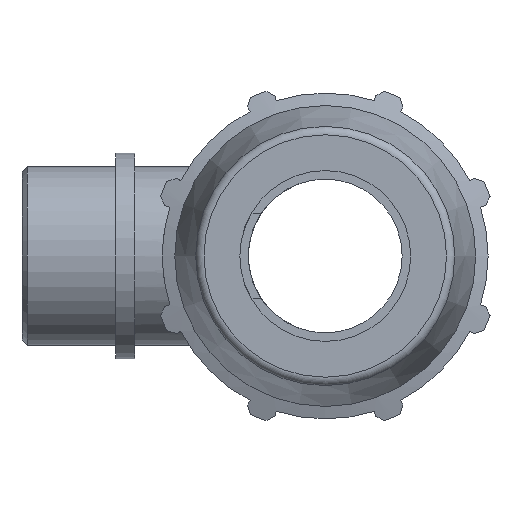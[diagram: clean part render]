
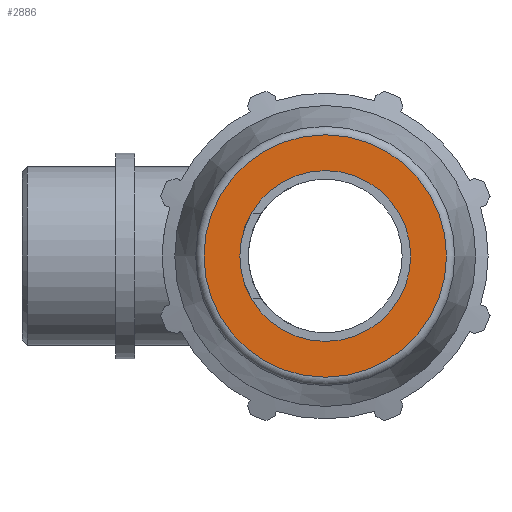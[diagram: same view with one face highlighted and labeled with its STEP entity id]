
A CAD part, left-side view. The second image highlights one B-rep face of the part: STEP entity #2886.
In plain terms, the highlighted planar face has unit normal (-1, 0, 0).
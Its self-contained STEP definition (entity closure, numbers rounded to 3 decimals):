
#57=PLANE('',#3105);
#221=CIRCLE('',#3103,28.38);
#222=CIRCLE('',#3106,20.);
#727=FACE_BOUND('',#1005,.T.);
#829=FACE_OUTER_BOUND('',#1004,.T.);
#1004=EDGE_LOOP('',(#2173));
#1005=EDGE_LOOP('',(#2174));
#1266=VERTEX_POINT('',#4584);
#1267=VERTEX_POINT('',#4588);
#1600=EDGE_CURVE('',#1266,#1266,#221,.T.);
#1601=EDGE_CURVE('',#1267,#1267,#222,.T.);
#2173=ORIENTED_EDGE('',*,*,#1600,.T.);
#2174=ORIENTED_EDGE('',*,*,#1601,.T.);
#2886=ADVANCED_FACE('',(#829,#727),#57,.F.);
#3103=AXIS2_PLACEMENT_3D('',#4585,#3609,#3610);
#3105=AXIS2_PLACEMENT_3D('',#4587,#3613,#3614);
#3106=AXIS2_PLACEMENT_3D('',#4589,#3615,#3616);
#3609=DIRECTION('center_axis',(-1.,0.,0.));
#3610=DIRECTION('ref_axis',(0.,-1.,0.));
#3613=DIRECTION('center_axis',(1.,0.,0.));
#3614=DIRECTION('ref_axis',(0.,0.,-1.));
#3615=DIRECTION('center_axis',(1.,0.,0.));
#3616=DIRECTION('ref_axis',(0.,0.,-1.));
#4584=CARTESIAN_POINT('',(-102.5,28.38,0.));
#4585=CARTESIAN_POINT('Origin',(-102.5,0.,0.));
#4587=CARTESIAN_POINT('Origin',(-102.5,20.,0.));
#4588=CARTESIAN_POINT('',(-102.5,20.,0.));
#4589=CARTESIAN_POINT('Origin',(-102.5,0.,0.));
